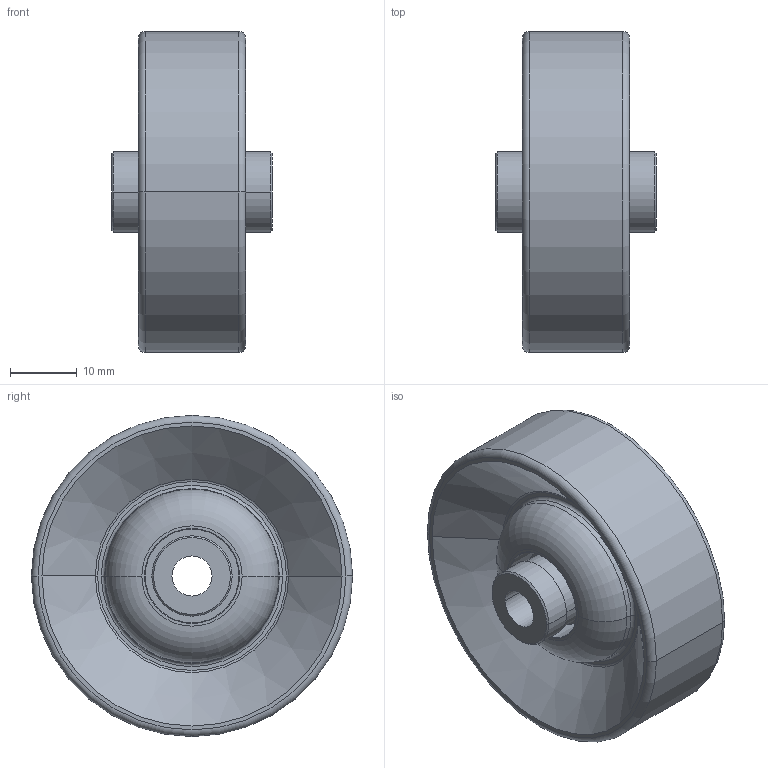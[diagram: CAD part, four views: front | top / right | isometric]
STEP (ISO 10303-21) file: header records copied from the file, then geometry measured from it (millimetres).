
FILE_DESCRIPTION (( 'STEP AP214' ), '1' );
FILE_NAME ('0027508_2200-48-6-POM.step', '2017-09-19T12:51:57', ( '' ), ( '' ), 'SwSTEP 2.0', 'SolidWorks 2016', '' );
FILE_SCHEMA (( 'AUTOMOTIVE_DESIGN' ));
Length unit declared in the file: millimetre
Products named in the file (1): 0027508_2200-48-6-POM
Bounding box: 24 x 48 x 48 mm (x, y, z)
Volume: 19116.3 mm3; surface area: 8798.3 mm2
Topology: 1 solids, 1 shells, 66 faces, 132 edges, 80 vertices
Faces by surface type: torus 20, cylinder 20, plane 14, cone 12
Entity records: 1782 total; most frequent: DIRECTION 366, CARTESIAN_POINT 279, ORIENTED_EDGE 264, AXIS2_PLACEMENT_3D 167, EDGE_CURVE 132, CIRCLE 100, EDGE_LOOP 80, VERTEX_POINT 80
